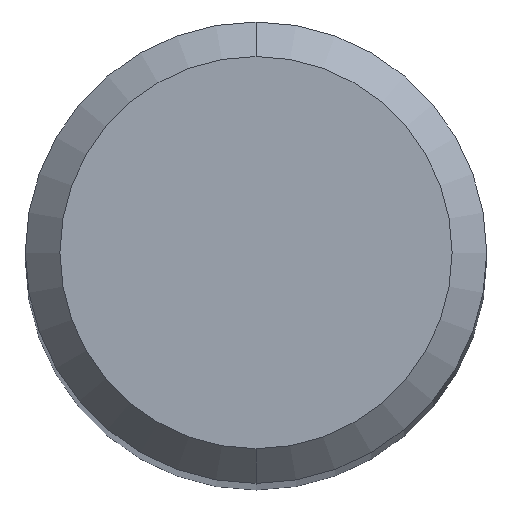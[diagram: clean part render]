
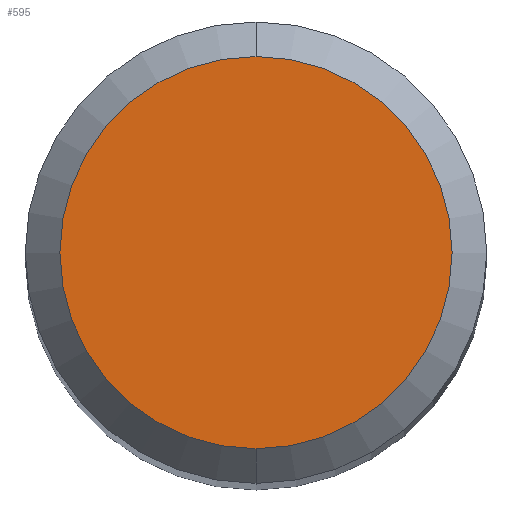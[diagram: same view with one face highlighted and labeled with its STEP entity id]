
A CAD part, top view. The second image highlights one B-rep face of the part: STEP entity #595.
In plain terms, the highlighted planar face has unit normal (0, 0, 1).
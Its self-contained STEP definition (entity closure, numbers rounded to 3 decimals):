
#415=VERTEX_POINT('',#863);
#463=EDGE_CURVE('',#485,#415,#917,.T.);
#485=VERTEX_POINT('',#941);
#543=EDGE_CURVE('',#415,#485,#1004,.T.);
#595=ADVANCED_FACE('',(#1061),#1062,.T.);
#863=CARTESIAN_POINT('',(0.,-1.7,0.0));
#917=CIRCLE('',#1511,1.7);
#941=CARTESIAN_POINT('',(0.0,1.7,0.0));
#1004=CIRCLE('',#1635,1.7);
#1061=FACE_OUTER_BOUND('',#1761,.T.);
#1062=PLANE('',#1762);
#1511=AXIS2_PLACEMENT_3D('',#2222,#2223,#2224);
#1635=AXIS2_PLACEMENT_3D('',#2338,#2339,#2340);
#1761=EDGE_LOOP('',(#2434,#2435));
#1762=AXIS2_PLACEMENT_3D('',#2436,#2437,#2438);
#2222=CARTESIAN_POINT('',(0.0,0.0,0.0));
#2223=DIRECTION('',(0.0,0.0,-1.0));
#2224=DIRECTION('',(0.0,1.0,0.0));
#2338=CARTESIAN_POINT('',(0.0,0.0,0.0));
#2339=DIRECTION('',(0.0,0.0,-1.0));
#2340=DIRECTION('',(0.0,1.0,0.0));
#2434=ORIENTED_EDGE('',*,*,#463,.F.);
#2435=ORIENTED_EDGE('',*,*,#543,.F.);
#2436=CARTESIAN_POINT('',(0.0,0.85,0.0));
#2437=DIRECTION('',(-0.0,0.0,1.0));
#2438=DIRECTION('',(0.0,-1.0,0.0));
